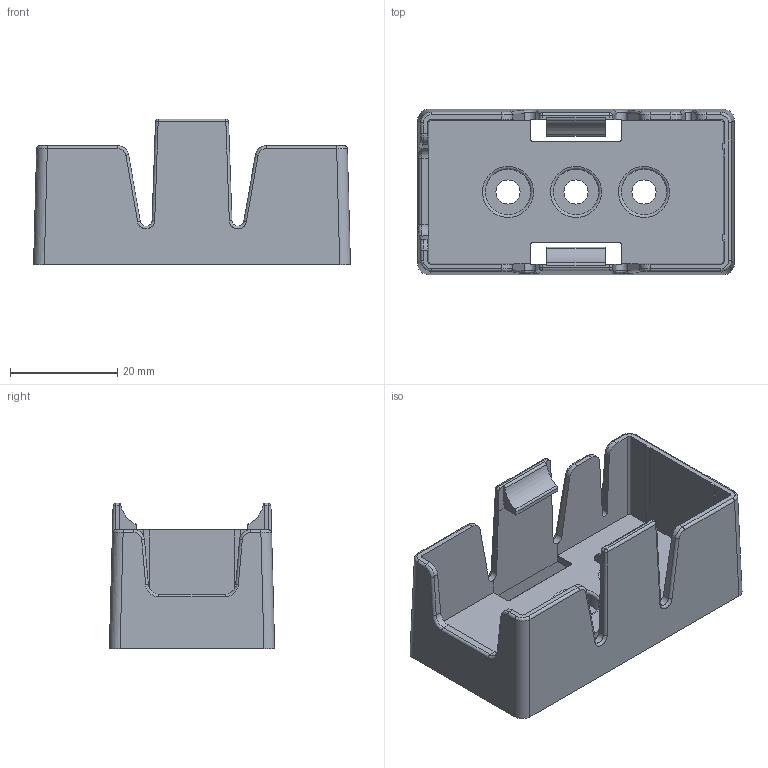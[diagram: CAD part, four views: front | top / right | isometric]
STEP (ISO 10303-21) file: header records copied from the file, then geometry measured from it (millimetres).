
FILE_DESCRIPTION(/* description */ (''),/* implementation_level */ '2;1');
FILE_NAME(/* name */ 'Battery Holder.ipt.step',/* time_stamp */ '2020-04-16T23:14:16-04:00',/* author */ ('Jordan'),/* organization */ (''),/* preprocessor_version */ 'ST-DEVELOPER v17',/* originating_system */ 'Autodesk Inventor 2019',/* authorisation */ '');
FILE_SCHEMA (('AUTOMOTIVE_DESIGN { 1 0 10303 214 3 1 1 }'));
Length unit declared in the file: inch
Products named in the file (1): Battery Holder
Bounding box: 59.16 x 30.86 x 27.2 mm (x, y, z)
Volume: 8213 mm3; surface area: 11133.4 mm2
Topology: 1 solids, 1 shells, 204 faces, 548 edges, 353 vertices
Faces by surface type: plane 98, cylinder 80, bspline 19, sphere 4, torus 3
Full cylindrical faces by diameter (mm): 4.5 x3, 8.5 x3
Entity records: 8695 total; most frequent: CARTESIAN_POINT 3520, ORIENTED_EDGE 1096, DIRECTION 1059, EDGE_CURVE 548, AXIS2_PLACEMENT_3D 364, VERTEX_POINT 353, LINE 331, VECTOR 331
